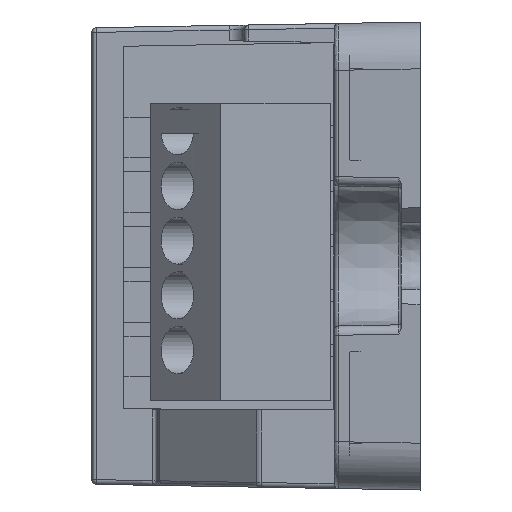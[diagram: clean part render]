
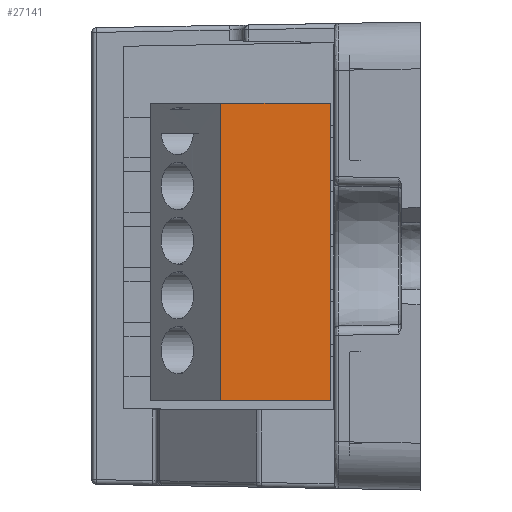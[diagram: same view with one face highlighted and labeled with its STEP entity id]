
A CAD part, left-side view. The second image highlights one B-rep face of the part: STEP entity #27141.
In plain terms, the highlighted planar face has unit normal (-1, 0, 0).
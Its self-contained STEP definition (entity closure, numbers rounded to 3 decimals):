
#8328=DIRECTION('',(0.,-1.,0.));
#8329=VECTOR('',#8328,7.);
#8330=CARTESIAN_POINT('',(-78.47,12.75,
-9.222));
#8331=LINE('',#8330,#8329);
#8368=DIRECTION('',(0.,1.,0.));
#8369=VECTOR('',#8368,7.);
#8370=CARTESIAN_POINT('',(-78.47,5.75,9.778));
#8371=LINE('',#8370,#8369);
#8384=DIRECTION('',(0.,0.,-1.));
#8385=VECTOR('',#8384,19.);
#8386=CARTESIAN_POINT('',(-78.47,5.75,9.778));
#8387=LINE('',#8386,#8385);
#8388=DIRECTION('',(0.,0.,1.));
#8389=VECTOR('',#8388,19.);
#8390=CARTESIAN_POINT('',(-78.47,12.75,
-9.222));
#8391=LINE('',#8390,#8389);
#13983=CARTESIAN_POINT('',(-78.47,12.75,
-9.222));
#13984=CARTESIAN_POINT('',(-78.47,12.75,
9.778));
#13985=VERTEX_POINT('',#13983);
#13986=VERTEX_POINT('',#13984);
#14005=CARTESIAN_POINT('',(-78.47,5.75,
9.778));
#14006=CARTESIAN_POINT('',(-78.47,5.75,
-9.222));
#14007=VERTEX_POINT('',#14005);
#14008=VERTEX_POINT('',#14006);
#27129=CARTESIAN_POINT('',(-78.47,9.25,
0.278));
#27130=DIRECTION('',(1.,0.,0.));
#27131=DIRECTION('',(0.,1.,0.));
#27132=AXIS2_PLACEMENT_3D('',#27129,#27130,#27131);
#27133=PLANE('',#27132);
#27134=ORIENTED_EDGE('',*,*,#26531,.T.);
#27135=ORIENTED_EDGE('',*,*,#27064,.F.);
#27137=ORIENTED_EDGE('',*,*,#27136,.T.);
#27138=ORIENTED_EDGE('',*,*,#27119,.F.);
#27139=EDGE_LOOP('',(#27134,#27135,#27137,#27138));
#27140=FACE_OUTER_BOUND('',#27139,.F.);
#27141=ADVANCED_FACE('',(#27140),#27133,.F.);
#26531=EDGE_CURVE('',#14007,#14008,#8387,.T.);
#27064=EDGE_CURVE('',#13985,#14008,#8331,.T.);
#27119=EDGE_CURVE('',#14007,#13986,#8371,.T.);
#27136=EDGE_CURVE('',#13985,#13986,#8391,.T.);
